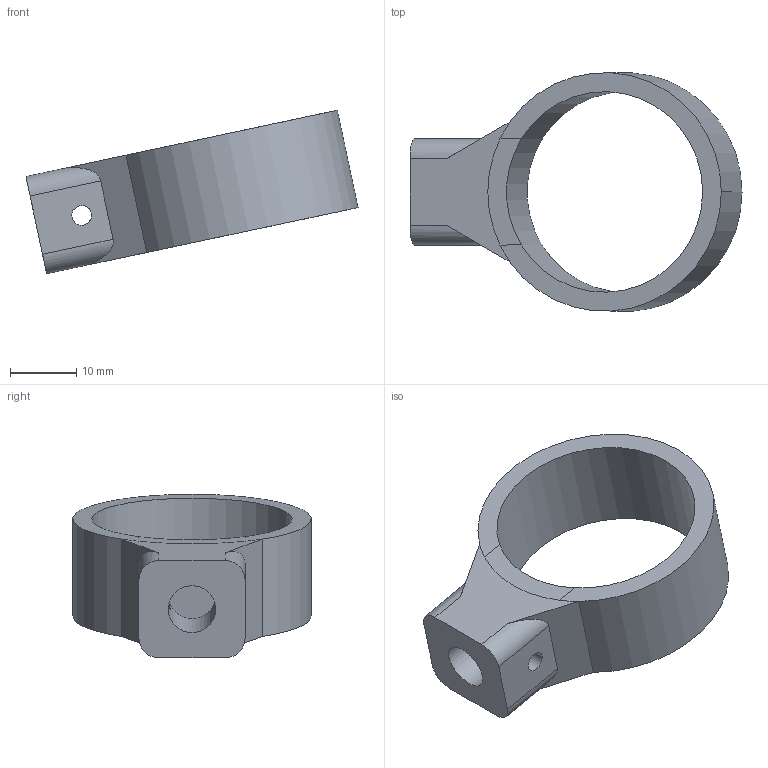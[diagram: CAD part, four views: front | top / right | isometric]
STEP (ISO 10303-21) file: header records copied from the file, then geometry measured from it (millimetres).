
FILE_DESCRIPTION(('FreeCAD Model'),'2;1');
FILE_NAME('MastStepBlockRetainer.step','2020-11-18T08:02:57',('Author'),(''), 'Open CASCADE STEP processor 7.3','FreeCAD','Unknown');
FILE_SCHEMA(('AUTOMOTIVE_DESIGN { 1 0 10303 214 1 1 1 1 }'));
Length unit declared in the file: millimetre
Products named in the file (1): MastStepBlockRetainer
Bounding box: 50.07 x 35.93 x 24.65 mm (x, y, z)
Volume: 7081 mm3; surface area: 4754.1 mm2
Topology: 1 solids, 1 shells, 22 faces, 65 edges, 43 vertices
Faces by surface type: plane 10, cylinder 10, bspline 2
Full cylindrical faces by diameter (mm): 3 x2, 7.2 x1, 30.25 x1
Entity records: 2969 total; most frequent: CARTESIAN_POINT 1737, DIRECTION 202, ORIENTED_EDGE 130, PCURVE 130, DEFINITIONAL_REPRESENTATION 130, LINE 88, VECTOR 88, EDGE_CURVE 65
